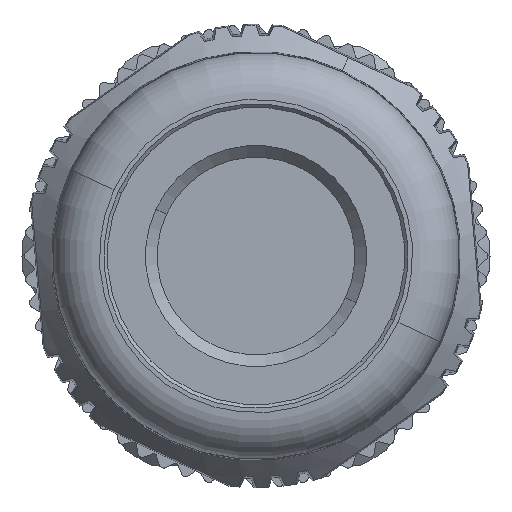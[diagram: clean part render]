
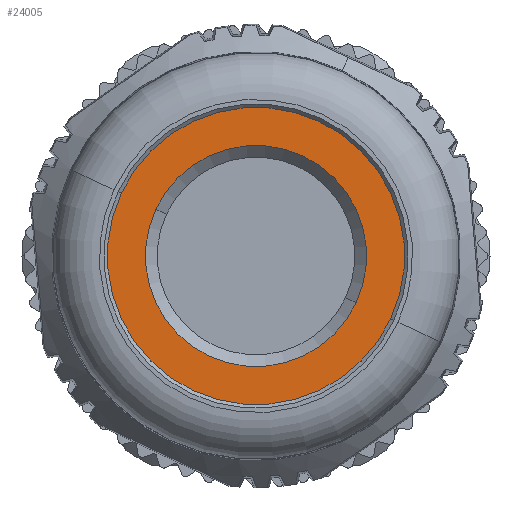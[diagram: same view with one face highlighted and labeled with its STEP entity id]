
A CAD part, front view. The second image highlights one B-rep face of the part: STEP entity #24005.
In plain terms, the highlighted planar face has unit normal (0, -1, 0).
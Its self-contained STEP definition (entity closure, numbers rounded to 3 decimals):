
#1425=CARTESIAN_POINT('',(0.,-50.898,0.));
#1426=DIRECTION('',(0.,1.,0.));
#1427=DIRECTION('',(0.906,0.,-0.423));
#1428=AXIS2_PLACEMENT_3D('',#1425,#1426,#1427);
#1430=CARTESIAN_POINT('',(0.,-50.898,0.));
#1431=DIRECTION('',(0.,1.,0.));
#1432=DIRECTION('',(-0.906,0.,0.423));
#1433=AXIS2_PLACEMENT_3D('',#1430,#1431,#1432);
#1435=CARTESIAN_POINT('',(0.,-50.898,0.));
#1436=DIRECTION('',(0.,-1.,0.));
#1437=DIRECTION('',(-0.906,0.,0.423));
#1438=AXIS2_PLACEMENT_3D('',#1435,#1436,#1437);
#1440=CARTESIAN_POINT('',(0.,-50.898,0.));
#1441=DIRECTION('',(0.,-1.,0.));
#1442=DIRECTION('',(0.906,0.,-0.423));
#1443=AXIS2_PLACEMENT_3D('',#1440,#1441,#1442);
#21454=CARTESIAN_POINT('',(4.282,-50.898,-1.997));
#21455=VERTEX_POINT('',#21454);
#21456=CARTESIAN_POINT('',(-4.282,-50.898,1.997));
#21457=VERTEX_POINT('',#21456);
#21458=CARTESIAN_POINT('',(5.755,-50.898,-2.684));
#21459=CARTESIAN_POINT('',(-5.755,-50.898,2.684));
#21460=VERTEX_POINT('',#21458);
#21461=VERTEX_POINT('',#21459);
#23990=CARTESIAN_POINT('',(0.,-50.898,0.));
#23991=DIRECTION('',(0.,-1.,0.));
#23992=DIRECTION('',(0.906,0.,-0.423));
#23993=AXIS2_PLACEMENT_3D('',#23990,#23991,#23992);
#23994=PLANE('',#23993);
#23995=ORIENTED_EDGE('',*,*,#23970,.T.);
#23996=ORIENTED_EDGE('',*,*,#23984,.T.);
#23997=EDGE_LOOP('',(#23995,#23996));
#23998=FACE_OUTER_BOUND('',#23997,.F.);
#24000=ORIENTED_EDGE('',*,*,#23999,.T.);
#24002=ORIENTED_EDGE('',*,*,#24001,.T.);
#24003=EDGE_LOOP('',(#24000,#24002));
#24004=FACE_BOUND('',#24003,.F.);
#24005=ADVANCED_FACE('',(#23998,#24004),#23994,.T.);
#1429=CIRCLE('',#1428,6.35);
#1434=CIRCLE('',#1433,6.35);
#1439=CIRCLE('',#1438,4.725);
#1444=CIRCLE('',#1443,4.725);
#23970=EDGE_CURVE('',#21460,#21461,#1429,.T.);
#23984=EDGE_CURVE('',#21461,#21460,#1434,.T.);
#23999=EDGE_CURVE('',#21457,#21455,#1439,.T.);
#24001=EDGE_CURVE('',#21455,#21457,#1444,.T.);
